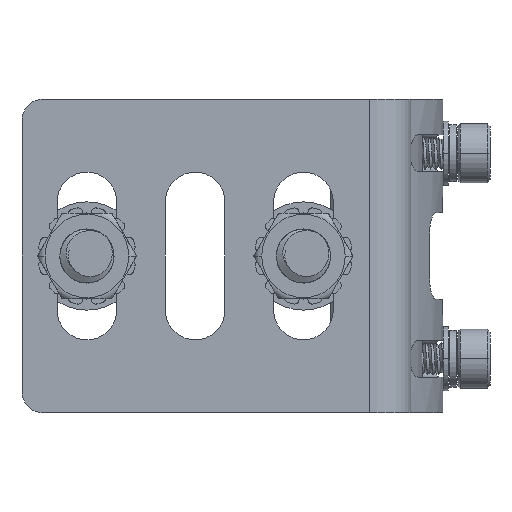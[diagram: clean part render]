
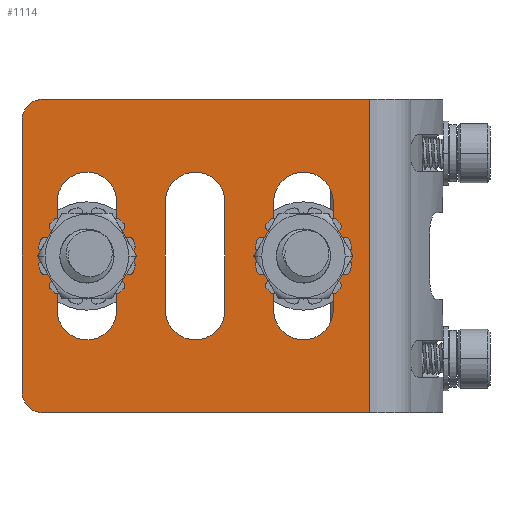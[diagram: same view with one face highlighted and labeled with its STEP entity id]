
A CAD part, front view. The second image highlights one B-rep face of the part: STEP entity #1114.
In plain terms, the highlighted planar face has unit normal (0, -1, 0).
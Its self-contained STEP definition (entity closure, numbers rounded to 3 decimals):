
#82=DIRECTION('',(-1.,0.,0.));
#83=VECTOR('',#82,30.131);
#84=CARTESIAN_POINT('',(32.131,0.,14.5));
#85=LINE('',#84,#83);
#122=DIRECTION('',(-1.,0.,0.));
#123=VECTOR('',#122,30.131);
#124=CARTESIAN_POINT('',(32.131,0.,-14.5));
#125=LINE('',#124,#123);
#134=DIRECTION('',(0.,0.,1.));
#135=VECTOR('',#134,25.);
#136=CARTESIAN_POINT('',(0.,0.,-12.5));
#137=LINE('',#136,#135);
#146=CARTESIAN_POINT('',(2.,0.,12.5));
#147=DIRECTION('',(0.,-1.,0.));
#148=DIRECTION('',(0.,0.,1.));
#149=AXIS2_PLACEMENT_3D('',#146,#147,#148);
#151=DIRECTION('',(0.,0.,1.));
#152=VECTOR('',#151,29.);
#153=CARTESIAN_POINT('',(32.131,0.,-14.5));
#154=LINE('',#153,#152);
#155=CARTESIAN_POINT('',(2.,0.,-12.5));
#156=DIRECTION('',(0.,-1.,0.));
#157=DIRECTION('',(-1.,0.,0.));
#158=AXIS2_PLACEMENT_3D('',#155,#156,#157);
#160=DIRECTION('',(0.,0.,-1.));
#161=VECTOR('',#160,10.);
#162=CARTESIAN_POINT('',(3.25,0.,5.));
#163=LINE('',#162,#161);
#164=CARTESIAN_POINT('',(6.,0.,-5.));
#165=DIRECTION('',(0.,1.,0.));
#166=DIRECTION('',(1.,0.,0.));
#167=AXIS2_PLACEMENT_3D('',#164,#165,#166);
#169=DIRECTION('',(0.,0.,1.));
#170=VECTOR('',#169,10.);
#171=CARTESIAN_POINT('',(8.75,0.,-5.));
#172=LINE('',#171,#170);
#173=CARTESIAN_POINT('',(6.,0.,5.));
#174=DIRECTION('',(0.,1.,0.));
#175=DIRECTION('',(-1.,0.,0.));
#176=AXIS2_PLACEMENT_3D('',#173,#174,#175);
#178=DIRECTION('',(0.,0.,-1.));
#179=VECTOR('',#178,10.);
#180=CARTESIAN_POINT('',(13.25,0.,5.));
#181=LINE('',#180,#179);
#182=CARTESIAN_POINT('',(16.,0.,-5.));
#183=DIRECTION('',(0.,1.,0.));
#184=DIRECTION('',(1.,0.,0.));
#185=AXIS2_PLACEMENT_3D('',#182,#183,#184);
#187=DIRECTION('',(0.,0.,1.));
#188=VECTOR('',#187,10.);
#189=CARTESIAN_POINT('',(18.75,0.,-5.));
#190=LINE('',#189,#188);
#191=CARTESIAN_POINT('',(16.,0.,5.));
#192=DIRECTION('',(0.,1.,0.));
#193=DIRECTION('',(-1.,0.,0.));
#194=AXIS2_PLACEMENT_3D('',#191,#192,#193);
#196=DIRECTION('',(0.,0.,-1.));
#197=VECTOR('',#196,10.);
#198=CARTESIAN_POINT('',(23.25,0.,5.));
#199=LINE('',#198,#197);
#200=CARTESIAN_POINT('',(26.,0.,-5.));
#201=DIRECTION('',(0.,1.,0.));
#202=DIRECTION('',(1.,0.,0.));
#203=AXIS2_PLACEMENT_3D('',#200,#201,#202);
#205=DIRECTION('',(0.,0.,1.));
#206=VECTOR('',#205,10.);
#207=CARTESIAN_POINT('',(28.75,0.,-5.));
#208=LINE('',#207,#206);
#209=CARTESIAN_POINT('',(26.,0.,5.));
#210=DIRECTION('',(0.,1.,0.));
#211=DIRECTION('',(-1.,0.,0.));
#212=AXIS2_PLACEMENT_3D('',#209,#210,#211);
#774=CARTESIAN_POINT('',(32.131,0.,-14.5));
#775=VERTEX_POINT('',#774);
#780=CARTESIAN_POINT('',(32.131,0.,14.5));
#781=VERTEX_POINT('',#780);
#786=CARTESIAN_POINT('',(2.,0.,14.5));
#787=VERTEX_POINT('',#786);
#788=CARTESIAN_POINT('',(0.,0.,12.5));
#789=VERTEX_POINT('',#788);
#794=CARTESIAN_POINT('',(0.,0.,-12.5));
#795=VERTEX_POINT('',#794);
#796=CARTESIAN_POINT('',(2.,0.,-14.5));
#797=VERTEX_POINT('',#796);
#858=CARTESIAN_POINT('',(3.25,0.,5.));
#859=CARTESIAN_POINT('',(3.25,0.,-5.));
#860=VERTEX_POINT('',#858);
#861=VERTEX_POINT('',#859);
#862=CARTESIAN_POINT('',(8.75,0.,-5.));
#863=VERTEX_POINT('',#862);
#864=CARTESIAN_POINT('',(8.75,0.,5.));
#865=VERTEX_POINT('',#864);
#874=CARTESIAN_POINT('',(13.25,0.,5.));
#875=CARTESIAN_POINT('',(13.25,0.,-5.));
#876=VERTEX_POINT('',#874);
#877=VERTEX_POINT('',#875);
#878=CARTESIAN_POINT('',(18.75,0.,-5.));
#879=VERTEX_POINT('',#878);
#880=CARTESIAN_POINT('',(18.75,0.,5.));
#881=VERTEX_POINT('',#880);
#890=CARTESIAN_POINT('',(23.25,0.,5.));
#891=CARTESIAN_POINT('',(23.25,0.,-5.));
#892=VERTEX_POINT('',#890);
#893=VERTEX_POINT('',#891);
#894=CARTESIAN_POINT('',(28.75,0.,-5.));
#895=VERTEX_POINT('',#894);
#896=CARTESIAN_POINT('',(28.75,0.,5.));
#897=VERTEX_POINT('',#896);
#1070=CARTESIAN_POINT('',(32.131,0.,-14.5));
#1071=DIRECTION('',(0.,1.,0.));
#1072=DIRECTION('',(-1.,0.,0.));
#1073=AXIS2_PLACEMENT_3D('',#1070,#1071,#1072);
#1074=PLANE('',#1073);
#1075=ORIENTED_EDGE('',*,*,#964,.F.);
#1076=ORIENTED_EDGE('',*,*,#980,.F.);
#1078=ORIENTED_EDGE('',*,*,#1077,.F.);
#1079=ORIENTED_EDGE('',*,*,#1036,.T.);
#1080=ORIENTED_EDGE('',*,*,#1051,.F.);
#1081=ORIENTED_EDGE('',*,*,#1063,.T.);
#1082=EDGE_LOOP('',(#1075,#1076,#1078,#1079,#1080,#1081));
#1083=FACE_OUTER_BOUND('',#1082,.F.);
#1085=ORIENTED_EDGE('',*,*,#1084,.T.);
#1087=ORIENTED_EDGE('',*,*,#1086,.F.);
#1089=ORIENTED_EDGE('',*,*,#1088,.T.);
#1091=ORIENTED_EDGE('',*,*,#1090,.F.);
#1092=EDGE_LOOP('',(#1085,#1087,#1089,#1091));
#1093=FACE_BOUND('',#1092,.F.);
#1095=ORIENTED_EDGE('',*,*,#1094,.T.);
#1097=ORIENTED_EDGE('',*,*,#1096,.F.);
#1099=ORIENTED_EDGE('',*,*,#1098,.T.);
#1101=ORIENTED_EDGE('',*,*,#1100,.F.);
#1102=EDGE_LOOP('',(#1095,#1097,#1099,#1101));
#1103=FACE_BOUND('',#1102,.F.);
#1105=ORIENTED_EDGE('',*,*,#1104,.T.);
#1107=ORIENTED_EDGE('',*,*,#1106,.F.);
#1109=ORIENTED_EDGE('',*,*,#1108,.T.);
#1111=ORIENTED_EDGE('',*,*,#1110,.F.);
#1112=EDGE_LOOP('',(#1105,#1107,#1109,#1111));
#1113=FACE_BOUND('',#1112,.F.);
#1114=ADVANCED_FACE('',(#1083,#1093,#1103,#1113),#1074,.F.);
#150=CIRCLE('',#149,2.);
#159=CIRCLE('',#158,2.);
#168=CIRCLE('',#167,2.75);
#177=CIRCLE('',#176,2.75);
#186=CIRCLE('',#185,2.75);
#195=CIRCLE('',#194,2.75);
#204=CIRCLE('',#203,2.75);
#213=CIRCLE('',#212,2.75);
#964=EDGE_CURVE('',#787,#789,#150,.T.);
#980=EDGE_CURVE('',#781,#787,#85,.T.);
#1036=EDGE_CURVE('',#775,#797,#125,.T.);
#1051=EDGE_CURVE('',#795,#797,#159,.T.);
#1063=EDGE_CURVE('',#795,#789,#137,.T.);
#1077=EDGE_CURVE('',#775,#781,#154,.T.);
#1084=EDGE_CURVE('',#860,#861,#163,.T.);
#1086=EDGE_CURVE('',#863,#861,#168,.T.);
#1088=EDGE_CURVE('',#863,#865,#172,.T.);
#1090=EDGE_CURVE('',#860,#865,#177,.T.);
#1094=EDGE_CURVE('',#876,#877,#181,.T.);
#1096=EDGE_CURVE('',#879,#877,#186,.T.);
#1098=EDGE_CURVE('',#879,#881,#190,.T.);
#1100=EDGE_CURVE('',#876,#881,#195,.T.);
#1104=EDGE_CURVE('',#892,#893,#199,.T.);
#1106=EDGE_CURVE('',#895,#893,#204,.T.);
#1108=EDGE_CURVE('',#895,#897,#208,.T.);
#1110=EDGE_CURVE('',#892,#897,#213,.T.);
